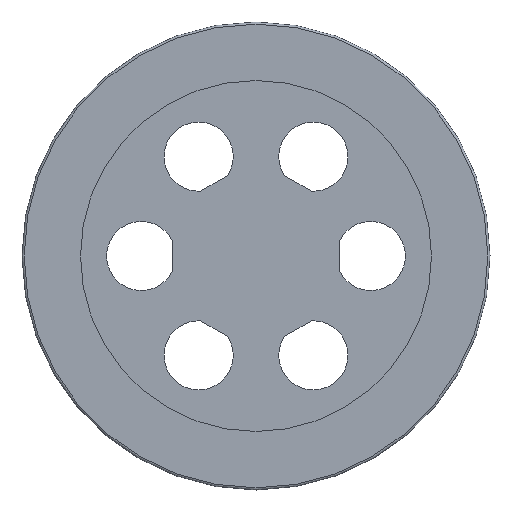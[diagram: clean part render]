
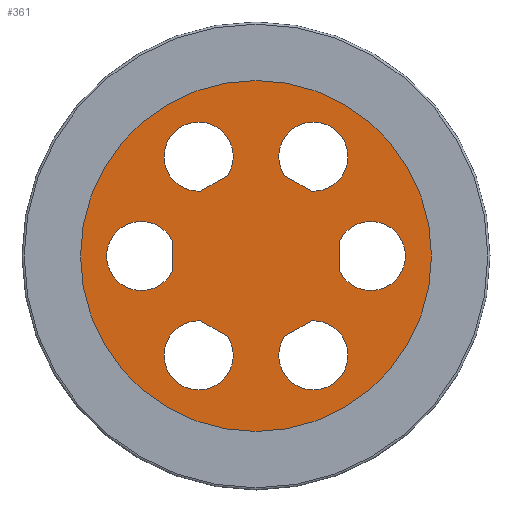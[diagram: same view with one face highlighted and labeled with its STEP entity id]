
A CAD part, front view. The second image highlights one B-rep face of the part: STEP entity #361.
In plain terms, the highlighted planar face has unit normal (0, -1, 0).
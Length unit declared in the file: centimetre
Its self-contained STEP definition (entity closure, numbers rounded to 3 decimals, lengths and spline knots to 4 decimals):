
#34=FACE_BOUND('',#117,.T.);
#35=FACE_BOUND('',#118,.T.);
#36=FACE_BOUND('',#119,.T.);
#37=FACE_BOUND('',#120,.T.);
#38=FACE_BOUND('',#121,.T.);
#39=FACE_BOUND('',#122,.T.);
#43=CIRCLE('',#370,0.4064);
#45=CIRCLE('',#374,0.4064);
#47=CIRCLE('',#378,0.4064);
#49=CIRCLE('',#382,0.4064);
#51=CIRCLE('',#386,0.4064);
#53=CIRCLE('',#390,0.4064);
#60=CIRCLE('',#402,2.0625);
#86=FACE_OUTER_BOUND('',#116,.T.);
#116=EDGE_LOOP('',(#318));
#117=EDGE_LOOP('',(#319,#320));
#118=EDGE_LOOP('',(#321,#322));
#119=EDGE_LOOP('',(#323,#324));
#120=EDGE_LOOP('',(#325,#326));
#121=EDGE_LOOP('',(#327,#328));
#122=EDGE_LOOP('',(#329,#330));
#129=LINE('',#524,#153);
#133=LINE('',#536,#157);
#137=LINE('',#548,#161);
#141=LINE('',#560,#165);
#145=LINE('',#572,#169);
#149=LINE('',#584,#173);
#153=VECTOR('',#415,1.);
#157=VECTOR('',#427,1.);
#161=VECTOR('',#439,1.);
#165=VECTOR('',#451,1.);
#169=VECTOR('',#463,1.);
#173=VECTOR('',#475,1.);
#177=VERTEX_POINT('',#521);
#178=VERTEX_POINT('',#523);
#181=VERTEX_POINT('',#533);
#182=VERTEX_POINT('',#535);
#185=VERTEX_POINT('',#545);
#186=VERTEX_POINT('',#547);
#189=VERTEX_POINT('',#557);
#190=VERTEX_POINT('',#559);
#193=VERTEX_POINT('',#569);
#194=VERTEX_POINT('',#571);
#197=VERTEX_POINT('',#581);
#198=VERTEX_POINT('',#583);
#205=VERTEX_POINT('',#606);
#208=EDGE_CURVE('',#178,#177,#129,.T.);
#211=EDGE_CURVE('',#177,#178,#43,.T.);
#214=EDGE_CURVE('',#182,#181,#133,.T.);
#217=EDGE_CURVE('',#181,#182,#45,.T.);
#220=EDGE_CURVE('',#186,#185,#137,.T.);
#223=EDGE_CURVE('',#185,#186,#47,.T.);
#226=EDGE_CURVE('',#190,#189,#141,.T.);
#229=EDGE_CURVE('',#189,#190,#49,.T.);
#232=EDGE_CURVE('',#194,#193,#145,.T.);
#235=EDGE_CURVE('',#193,#194,#51,.T.);
#238=EDGE_CURVE('',#198,#197,#149,.T.);
#241=EDGE_CURVE('',#197,#198,#53,.T.);
#248=EDGE_CURVE('',#205,#205,#60,.T.);
#318=ORIENTED_EDGE('',*,*,#248,.T.);
#319=ORIENTED_EDGE('',*,*,#211,.T.);
#320=ORIENTED_EDGE('',*,*,#208,.T.);
#321=ORIENTED_EDGE('',*,*,#217,.T.);
#322=ORIENTED_EDGE('',*,*,#214,.T.);
#323=ORIENTED_EDGE('',*,*,#223,.T.);
#324=ORIENTED_EDGE('',*,*,#220,.T.);
#325=ORIENTED_EDGE('',*,*,#229,.T.);
#326=ORIENTED_EDGE('',*,*,#226,.T.);
#327=ORIENTED_EDGE('',*,*,#235,.T.);
#328=ORIENTED_EDGE('',*,*,#232,.T.);
#329=ORIENTED_EDGE('',*,*,#241,.T.);
#330=ORIENTED_EDGE('',*,*,#238,.T.);
#343=PLANE('',#403);
#361=ADVANCED_FACE('',(#86,#34,#35,#36,#37,#38,#39),#343,.T.);
#370=AXIS2_PLACEMENT_3D('',#528,#421,#422);
#374=AXIS2_PLACEMENT_3D('',#540,#433,#434);
#378=AXIS2_PLACEMENT_3D('',#552,#445,#446);
#382=AXIS2_PLACEMENT_3D('',#564,#457,#458);
#386=AXIS2_PLACEMENT_3D('',#576,#469,#470);
#390=AXIS2_PLACEMENT_3D('',#588,#481,#482);
#402=AXIS2_PLACEMENT_3D('',#607,#505,#506);
#403=AXIS2_PLACEMENT_3D('',#608,#507,#508);
#415=DIRECTION('',(0.,0.,-1.));
#421=DIRECTION('center_axis',(0.,1.,0.));
#422=DIRECTION('ref_axis',(-1.,0.,0.));
#427=DIRECTION('',(0.,0.,1.));
#433=DIRECTION('center_axis',(0.,1.,0.));
#434=DIRECTION('ref_axis',(-1.,0.,0.));
#439=DIRECTION('',(0.866,0.,-0.5));
#445=DIRECTION('center_axis',(0.,1.,0.));
#446=DIRECTION('ref_axis',(-1.,0.,0.));
#451=DIRECTION('',(-0.866,0.,-0.5));
#457=DIRECTION('center_axis',(0.,1.,0.));
#458=DIRECTION('ref_axis',(-1.,0.,0.));
#463=DIRECTION('',(-0.866,0.,0.5));
#469=DIRECTION('center_axis',(0.,1.,0.));
#470=DIRECTION('ref_axis',(-1.,0.,0.));
#475=DIRECTION('',(0.866,0.,0.5));
#481=DIRECTION('center_axis',(0.,1.,0.));
#482=DIRECTION('ref_axis',(-1.,0.,0.));
#505=DIRECTION('center_axis',(0.,-1.,0.));
#506=DIRECTION('ref_axis',(0.,0.,-1.));
#507=DIRECTION('center_axis',(0.,-1.,0.));
#508=DIRECTION('ref_axis',(0.,0.,-1.));
#521=CARTESIAN_POINT('',(-0.9855,0.25,-0.1823));
#523=CARTESIAN_POINT('',(-0.9855,0.25,0.1823));
#524=CARTESIAN_POINT('',(-0.9855,0.25,0.0911));
#528=CARTESIAN_POINT('Origin',(-1.3488,0.25,0.));
#533=CARTESIAN_POINT('',(0.9855,0.25,0.1823));
#535=CARTESIAN_POINT('',(0.9855,0.25,-0.1823));
#536=CARTESIAN_POINT('',(0.9855,0.25,-0.0911));
#540=CARTESIAN_POINT('Origin',(1.3488,0.25,0.));
#545=CARTESIAN_POINT('',(-0.3349,0.25,-0.9446));
#547=CARTESIAN_POINT('',(-0.6506,0.25,-0.7623));
#548=CARTESIAN_POINT('',(-0.5717,0.25,-0.8079));
#552=CARTESIAN_POINT('Origin',(-0.6744,0.25,-1.1681));
#557=CARTESIAN_POINT('',(-0.6506,0.25,0.7623));
#559=CARTESIAN_POINT('',(-0.3349,0.25,0.9446));
#560=CARTESIAN_POINT('',(-0.4138,0.25,0.8991));
#564=CARTESIAN_POINT('Origin',(-0.6744,0.25,1.1681));
#569=CARTESIAN_POINT('',(0.3349,0.25,0.9446));
#571=CARTESIAN_POINT('',(0.6506,0.25,0.7623));
#572=CARTESIAN_POINT('',(0.5717,0.25,0.8079));
#576=CARTESIAN_POINT('Origin',(0.6744,0.25,1.1681));
#581=CARTESIAN_POINT('',(0.6506,0.25,-0.7623));
#583=CARTESIAN_POINT('',(0.3349,0.25,-0.9446));
#584=CARTESIAN_POINT('',(0.4138,0.25,-0.8991));
#588=CARTESIAN_POINT('Origin',(0.6744,0.25,-1.1681));
#606=CARTESIAN_POINT('',(0.,0.25,-2.0625));
#607=CARTESIAN_POINT('Origin',(0.,0.25,0.));
#608=CARTESIAN_POINT('Origin',(0.,0.25,0.));
